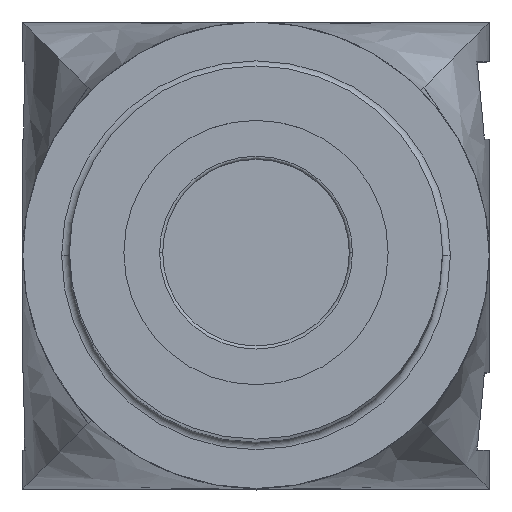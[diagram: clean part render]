
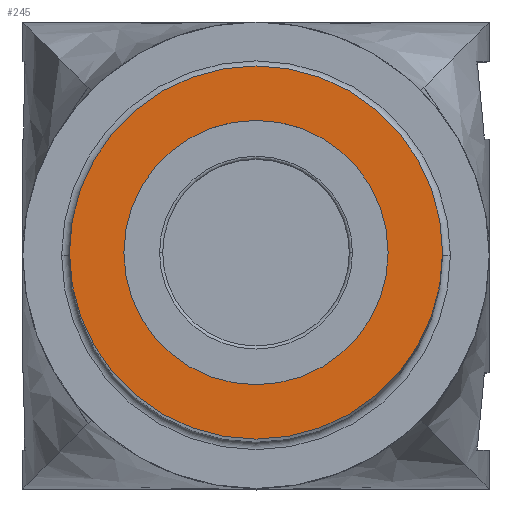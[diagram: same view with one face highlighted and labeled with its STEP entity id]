
A CAD part, top view. The second image highlights one B-rep face of the part: STEP entity #245.
In plain terms, the highlighted planar face has unit normal (0, 0, 1).
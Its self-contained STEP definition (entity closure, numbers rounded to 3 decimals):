
#16 = VERTEX_POINT ( 'NONE', #3661 ) ;
#38 = FACE_BOUND ( 'NONE', #1642, .T. ) ;
#81 = ORIENTED_EDGE ( 'NONE', *, *, #2162, .F. ) ;
#85 = VERTEX_POINT ( 'NONE', #122 ) ;
#122 = CARTESIAN_POINT ( 'NONE',  ( 85., 0., 1400. ) ) ;
#245 = ADVANCED_FACE ( 'NONE', ( #38, #750 ), #1783, .T. ) ;
#278 = DIRECTION ( 'NONE',  ( 1., 0., 0. ) ) ;
#315 = AXIS2_PLACEMENT_3D ( 'NONE', #2017, #1188, #278 ) ;
#573 = DIRECTION ( 'NONE',  ( 1., 0., 0. ) ) ;
#648 = CARTESIAN_POINT ( 'NONE',  ( -120., 0., 1400. ) ) ;
#699 = DIRECTION ( 'NONE',  ( 0., 0., 1. ) ) ;
#750 = FACE_OUTER_BOUND ( 'NONE', #3075, .T. ) ;
#800 = ORIENTED_EDGE ( 'NONE', *, *, #3811, .F. ) ;
#866 = DIRECTION ( 'NONE',  ( 0., 0., 1. ) ) ;
#1043 = CARTESIAN_POINT ( 'NONE',  ( -85., 0., 1400. ) ) ;
#1188 = DIRECTION ( 'NONE',  ( 0., 0., 1. ) ) ;
#1214 = CIRCLE ( 'NONE', #3565, 85. ) ;
#1439 = CARTESIAN_POINT ( 'NONE',  ( 0., 0., 1400. ) ) ;
#1447 = ORIENTED_EDGE ( 'NONE', *, *, #3331, .T. ) ;
#1519 = DIRECTION ( 'NONE',  ( 0., 0., 1. ) ) ;
#1612 = CARTESIAN_POINT ( 'NONE',  ( 0., 0., 1400. ) ) ;
#1642 = EDGE_LOOP ( 'NONE', ( #800, #81 ) ) ;
#1783 = PLANE ( 'NONE',  #1938 ) ;
#1938 = AXIS2_PLACEMENT_3D ( 'NONE', #3283, #1519, #3590 ) ;
#2017 = CARTESIAN_POINT ( 'NONE',  ( 0., 0., 1400. ) ) ;
#2040 = CIRCLE ( 'NONE', #2505, 85. ) ;
#2058 = CARTESIAN_POINT ( 'NONE',  ( 0., 0., 1400. ) ) ;
#2162 = EDGE_CURVE ( 'NONE', #3092, #85, #2040, .T. ) ;
#2360 = DIRECTION ( 'NONE',  ( 0., 0., 1. ) ) ;
#2385 = VERTEX_POINT ( 'NONE', #648 ) ;
#2505 = AXIS2_PLACEMENT_3D ( 'NONE', #2058, #866, #2657 ) ;
#2657 = DIRECTION ( 'NONE',  ( 1., 0., 0. ) ) ;
#3056 = DIRECTION ( 'NONE',  ( 1., 0., 0. ) ) ;
#3075 = EDGE_LOOP ( 'NONE', ( #1447, #3084 ) ) ;
#3084 = ORIENTED_EDGE ( 'NONE', *, *, #3326, .T. ) ;
#3092 = VERTEX_POINT ( 'NONE', #1043 ) ;
#3157 = CIRCLE ( 'NONE', #3438, 120. ) ;
#3283 = CARTESIAN_POINT ( 'NONE',  ( 0., 0., 1400. ) ) ;
#3326 = EDGE_CURVE ( 'NONE', #16, #2385, #3755, .T. ) ;
#3331 = EDGE_CURVE ( 'NONE', #2385, #16, #3157, .T. ) ;
#3438 = AXIS2_PLACEMENT_3D ( 'NONE', #1439, #2360, #573 ) ;
#3565 = AXIS2_PLACEMENT_3D ( 'NONE', #1612, #699, #3056 ) ;
#3590 = DIRECTION ( 'NONE',  ( 1., 0., 0. ) ) ;
#3661 = CARTESIAN_POINT ( 'NONE',  ( 120., 0., 1400. ) ) ;
#3755 = CIRCLE ( 'NONE', #315, 120. ) ;
#3811 = EDGE_CURVE ( 'NONE', #85, #3092, #1214, .T. ) ;
